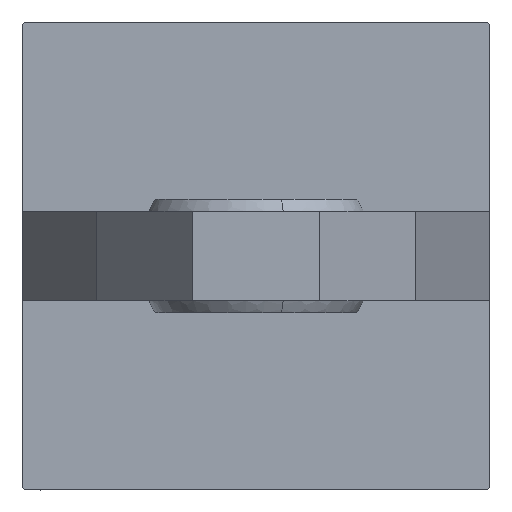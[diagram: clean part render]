
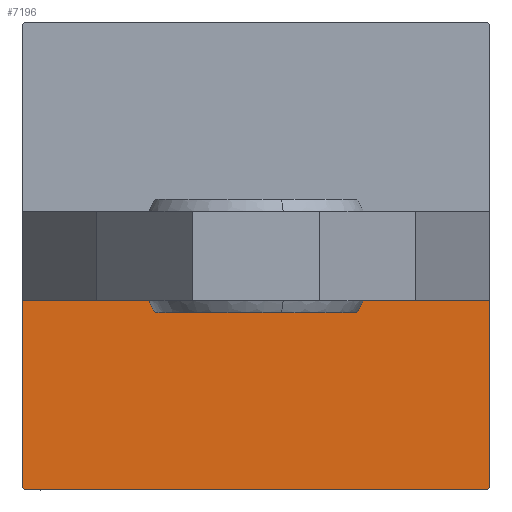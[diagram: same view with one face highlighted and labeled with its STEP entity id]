
A CAD part, left-side view. The second image highlights one B-rep face of the part: STEP entity #7196.
In plain terms, the highlighted planar face has unit normal (-1, 0, 0).
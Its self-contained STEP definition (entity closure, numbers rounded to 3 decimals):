
#2445 = ORIENTED_EDGE ( 'NONE', *, *, #17453, .T. ) ;
#2842 = DIRECTION ( 'NONE',  ( 0., -1., 0. ) ) ;
#3418 = CARTESIAN_POINT ( 'NONE',  ( 0., -57., 57.5 ) ) ;
#3700 = AXIS2_PLACEMENT_3D ( 'NONE', #50647, #31997, #28395 ) ;
#3976 = VECTOR ( 'NONE', #46145, 1000. ) ;
#4098 = LINE ( 'NONE', #36379, #38314 ) ;
#4181 = VERTEX_POINT ( 'NONE', #49645 ) ;
#5718 = VERTEX_POINT ( 'NONE', #3418 ) ;
#6108 = DIRECTION ( 'NONE',  ( 0., 0., -1. ) ) ;
#6449 = DIRECTION ( 'NONE',  ( 0., -0.707, 0.707 ) ) ;
#7192 = CARTESIAN_POINT ( 'NONE',  ( 0., 57.5, -57.5 ) ) ;
#7196 = ADVANCED_FACE ( 'NONE', ( #47577 ), #43252, .T. ) ;
#7459 = LINE ( 'NONE', #26955, #3976 ) ;
#7534 = EDGE_LOOP ( 'NONE', ( #22141, #18063, #15250, #50419, #28574, #2445 ) ) ;
#10208 = CARTESIAN_POINT ( 'NONE',  ( 0., -57.5, 57.5 ) ) ;
#10554 = CARTESIAN_POINT ( 'NONE',  ( 0., -57.25, -57.25 ) ) ;
#13536 = LINE ( 'NONE', #37392, #49557 ) ;
#14150 = VECTOR ( 'NONE', #30714, 1000. ) ;
#15250 = ORIENTED_EDGE ( 'NONE', *, *, #22784, .T. ) ;
#17453 = EDGE_CURVE ( 'NONE', #32131, #5718, #4098, .T. ) ;
#18063 = ORIENTED_EDGE ( 'NONE', *, *, #26823, .T. ) ;
#18097 = CARTESIAN_POINT ( 'NONE',  ( 0., -11., -57.5 ) ) ;
#22141 = ORIENTED_EDGE ( 'NONE', *, *, #32099, .F. ) ;
#22784 = EDGE_CURVE ( 'NONE', #35608, #43241, #49705, .T. ) ;
#24343 = DIRECTION ( 'NONE',  ( 0., 0.707, 0.707 ) ) ;
#24376 = CARTESIAN_POINT ( 'NONE',  ( 0., -57.5, 57. ) ) ;
#25948 = LINE ( 'NONE', #10554, #39161 ) ;
#26823 = EDGE_CURVE ( 'NONE', #44285, #35608, #13536, .T. ) ;
#26955 = CARTESIAN_POINT ( 'NONE',  ( 0., 57.5, 57.5 ) ) ;
#28395 = DIRECTION ( 'NONE',  ( 0., 0., 1. ) ) ;
#28574 = ORIENTED_EDGE ( 'NONE', *, *, #50660, .F. ) ;
#30714 = DIRECTION ( 'NONE',  ( 0., 0., -1. ) ) ;
#31991 = EDGE_CURVE ( 'NONE', #43241, #4181, #25948, .T. ) ;
#31997 = DIRECTION ( 'NONE',  ( -1., 0., 0. ) ) ;
#32099 = EDGE_CURVE ( 'NONE', #44285, #5718, #7459, .T. ) ;
#32131 = VERTEX_POINT ( 'NONE', #24376 ) ;
#35608 = VERTEX_POINT ( 'NONE', #18097 ) ;
#36379 = CARTESIAN_POINT ( 'NONE',  ( 0., -57.25, 57.25 ) ) ;
#37392 = CARTESIAN_POINT ( 'NONE',  ( 0., -11., 57.5 ) ) ;
#38314 = VECTOR ( 'NONE', #24343, 1000. ) ;
#39161 = VECTOR ( 'NONE', #6449, 1000. ) ;
#43241 = VERTEX_POINT ( 'NONE', #50004 ) ;
#43252 = PLANE ( 'NONE',  #3700 ) ;
#44285 = VERTEX_POINT ( 'NONE', #46719 ) ;
#44318 = VECTOR ( 'NONE', #2842, 1000. ) ;
#46145 = DIRECTION ( 'NONE',  ( 0., -1., 0. ) ) ;
#46719 = CARTESIAN_POINT ( 'NONE',  ( 0., -11., 57.5 ) ) ;
#47577 = FACE_OUTER_BOUND ( 'NONE', #7534, .T. ) ;
#49557 = VECTOR ( 'NONE', #6108, 1000. ) ;
#49645 = CARTESIAN_POINT ( 'NONE',  ( 0., -57.5, -57. ) ) ;
#49705 = LINE ( 'NONE', #7192, #44318 ) ;
#50004 = CARTESIAN_POINT ( 'NONE',  ( 0., -57., -57.5 ) ) ;
#50123 = LINE ( 'NONE', #10208, #14150 ) ;
#50419 = ORIENTED_EDGE ( 'NONE', *, *, #31991, .T. ) ;
#50647 = CARTESIAN_POINT ( 'NONE',  ( 0., 0., 0. ) ) ;
#50660 = EDGE_CURVE ( 'NONE', #32131, #4181, #50123, .T. ) ;
